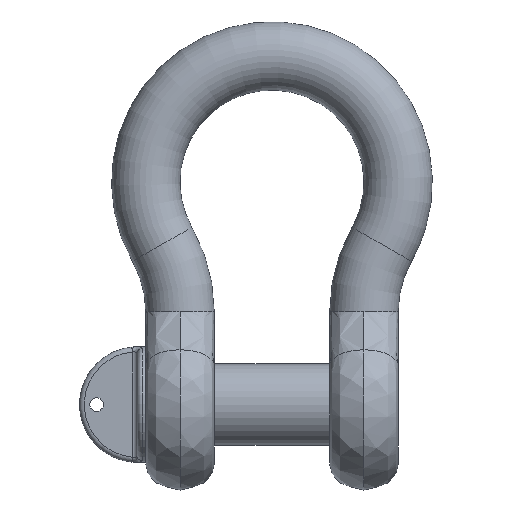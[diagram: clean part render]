
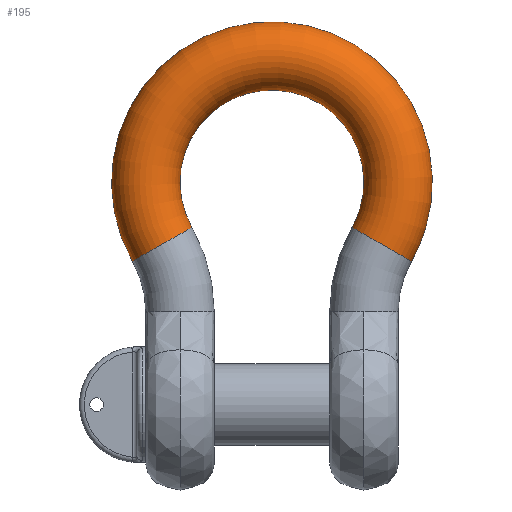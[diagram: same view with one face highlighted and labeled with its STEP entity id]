
A CAD part, top view. The second image highlights one B-rep face of the part: STEP entity #195.
In plain terms, the highlighted toroidal (fillet/blend) face has major radius 29.5 mm and minor radius 8 mm.
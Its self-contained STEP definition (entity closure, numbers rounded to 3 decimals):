
#57=TOROIDAL_SURFACE('',#730,29.5,8.);
#195=ADVANCED_FACE('',(#247,#248),#57,.T.);
#247=FACE_BOUND('',#285,.T.);
#248=FACE_BOUND('',#286,.T.);
#285=EDGE_LOOP('',(#376));
#286=EDGE_LOOP('',(#377));
#376=ORIENTED_EDGE('',*,*,#616,.T.);
#377=ORIENTED_EDGE('',*,*,#617,.F.);
#543=VERTEX_POINT('',#1224);
#544=VERTEX_POINT('',#1227);
#616=EDGE_CURVE('',#543,#543,#695,.T.);
#617=EDGE_CURVE('',#544,#544,#696,.T.);
#695=CIRCLE('',#727,8.);
#696=CIRCLE('',#729,8.);
#727=AXIS2_PLACEMENT_3D('',#1223,#792,#793);
#729=AXIS2_PLACEMENT_3D('',#1226,#796,#797);
#730=AXIS2_PLACEMENT_3D('',#1228,#798,#799);
#792=DIRECTION('',(-0.493,0.87,0.));
#793=DIRECTION('',(-0.87,-0.493,0.));
#796=DIRECTION('',(-0.493,-0.87,0.));
#797=DIRECTION('',(0.87,-0.493,0.));
#798=DIRECTION('',(0.,0.,-1.));
#799=DIRECTION('',(-1.,0.,0.));
#1223=CARTESIAN_POINT('',(-25.663,37.451,0.));
#1224=CARTESIAN_POINT('',(-32.622,33.505,0.));
#1226=CARTESIAN_POINT('',(25.663,37.451,0.));
#1227=CARTESIAN_POINT('',(32.622,33.505,0.));
#1228=CARTESIAN_POINT('',(0.,52.,0.));
